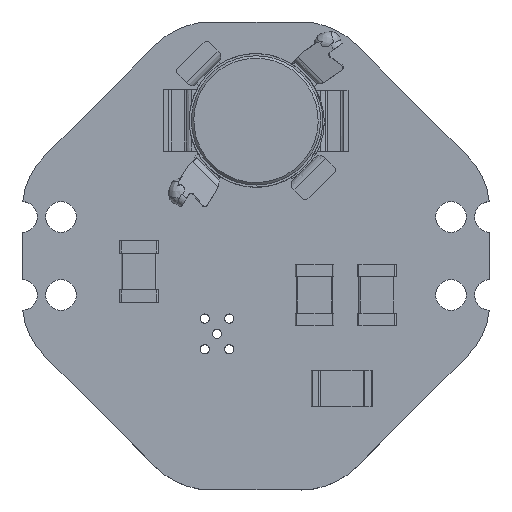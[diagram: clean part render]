
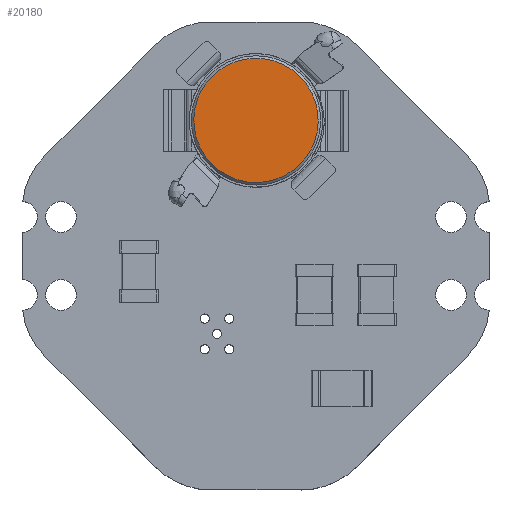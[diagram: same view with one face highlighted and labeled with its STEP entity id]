
A CAD part, top view. The second image highlights one B-rep face of the part: STEP entity #20180.
In plain terms, the highlighted free-form (B-spline) face has degree [1, 1] with [2, 2] control points.
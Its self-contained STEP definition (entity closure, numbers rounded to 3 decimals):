
#20010 = ( BOUNDED_SURFACE() B_SPLINE_SURFACE(2,1,(
    (#20011,#20012)
    ,(#20013,#20014)
    ,(#20015,#20016)
    ,(#20017,#20018)
    ,(#20019,#20020
)),.UNSPECIFIED.,.F.,.F.,.F.) B_SPLINE_SURFACE_WITH_KNOTS((3,2,3),(2,2),
  (0.,1.571,3.142),(-0.057,
    0.057),.PIECEWISE_BEZIER_KNOTS.) 
GEOMETRIC_REPRESENTATION_ITEM() RATIONAL_B_SPLINE_SURFACE((
    (1.,1.)
    ,(0.707,0.707)
    ,(1.,1.)
    ,(0.707,0.707)
,(1.,1.))) REPRESENTATION_ITEM('') SURFACE() );
#20011 = CARTESIAN_POINT('',(-2.025,2.187,0.));
#20012 = CARTESIAN_POINT('',(-2.105,2.107,0.));
#20013 = CARTESIAN_POINT('',(-2.025,2.187,-2.025));
#20014 = CARTESIAN_POINT('',(-2.105,2.107,-2.105));
#20015 = CARTESIAN_POINT('',(0.,2.187,-2.025)
  );
#20016 = CARTESIAN_POINT('',(0.,2.107,-2.105)
  );
#20017 = CARTESIAN_POINT('',(2.025,2.187,-2.025));
#20018 = CARTESIAN_POINT('',(2.105,2.107,-2.105));
#20019 = CARTESIAN_POINT('',(2.025,2.187,0.));
#20020 = CARTESIAN_POINT('',(2.105,2.107,0.));
#20048 = ( BOUNDED_SURFACE() B_SPLINE_SURFACE(2,1,(
    (#20049,#20050)
    ,(#20051,#20052)
    ,(#20053,#20054)
    ,(#20055,#20056)
    ,(#20057,#20058
)),.UNSPECIFIED.,.F.,.F.,.F.) B_SPLINE_SURFACE_WITH_KNOTS((3,2,3),(2,2),
  (3.142,4.712,6.283),(-0.057,
    0.057),.PIECEWISE_BEZIER_KNOTS.) 
GEOMETRIC_REPRESENTATION_ITEM() RATIONAL_B_SPLINE_SURFACE((
    (1.,1.)
    ,(0.707,0.707)
    ,(1.,1.)
    ,(0.707,0.707)
,(1.,1.))) REPRESENTATION_ITEM('') SURFACE() );
#20049 = CARTESIAN_POINT('',(2.025,2.187,0.));
#20050 = CARTESIAN_POINT('',(2.105,2.107,0.));
#20051 = CARTESIAN_POINT('',(2.025,2.187,2.025));
#20052 = CARTESIAN_POINT('',(2.105,2.107,2.105));
#20053 = CARTESIAN_POINT('',(0.,2.187,2.025));
#20054 = CARTESIAN_POINT('',(0.,2.107,2.105));
#20055 = CARTESIAN_POINT('',(-2.025,2.187,2.025));
#20056 = CARTESIAN_POINT('',(-2.105,2.107,2.105));
#20057 = CARTESIAN_POINT('',(-2.025,2.187,0.));
#20058 = CARTESIAN_POINT('',(-2.105,2.107,0.));
#20073 = VERTEX_POINT('',#20074);
#20074 = CARTESIAN_POINT('',(-2.025,2.187,0.));
#20094 = EDGE_CURVE('',#20073,#20095,#20097,.T.);
#20095 = VERTEX_POINT('',#20096);
#20096 = CARTESIAN_POINT('',(2.025,2.187,0.));
#20097 = SURFACE_CURVE('',#20098,(#20104,#20113),.PCURVE_S1.);
#20098 = ( BOUNDED_CURVE() B_SPLINE_CURVE(2,(#20099,#20100,#20101,#20102
,#20103),.UNSPECIFIED.,.F.,.F.) B_SPLINE_CURVE_WITH_KNOTS((3,2,3),(0.,
1.571,3.142),.PIECEWISE_BEZIER_KNOTS.) CURVE() 
GEOMETRIC_REPRESENTATION_ITEM() RATIONAL_B_SPLINE_CURVE((1.,
0.707,1.,0.707,1.)) REPRESENTATION_ITEM('') );
#20099 = CARTESIAN_POINT('',(-2.025,2.187,0.));
#20100 = CARTESIAN_POINT('',(-2.025,2.187,-2.025));
#20101 = CARTESIAN_POINT('',(0.,2.187,-2.025)
  );
#20102 = CARTESIAN_POINT('',(2.025,2.187,-2.025));
#20103 = CARTESIAN_POINT('',(2.025,2.187,0.));
#20104 = PCURVE('',#20010,#20105);
#20105 = DEFINITIONAL_REPRESENTATION('',(#20106),#20112);
#20106 = B_SPLINE_CURVE_WITH_KNOTS('',2,(#20107,#20108,#20109,#20110,
    #20111),.UNSPECIFIED.,.F.,.F.,(3,2,3),(0.,1.571,
    3.142),.PIECEWISE_BEZIER_KNOTS.);
#20107 = CARTESIAN_POINT('',(0.,-0.057));
#20108 = CARTESIAN_POINT('',(0.785,-0.057));
#20109 = CARTESIAN_POINT('',(1.571,-0.057));
#20110 = CARTESIAN_POINT('',(2.356,-0.057));
#20111 = CARTESIAN_POINT('',(3.142,-0.057));
#20112 = ( GEOMETRIC_REPRESENTATION_CONTEXT(2) 
PARAMETRIC_REPRESENTATION_CONTEXT() REPRESENTATION_CONTEXT('2D SPACE',''
  ) );
#20113 = PCURVE('',#20114,#20119);
#20114 = B_SPLINE_SURFACE_WITH_KNOTS('',1,1,(
    (#20115,#20116)
    ,(#20117,#20118
    )),.UNSPECIFIED.,.F.,.F.,.F.,(2,2),(2,2),(-2.025,2.025),(-2.025,
    2.025),.PIECEWISE_BEZIER_KNOTS.);
#20115 = CARTESIAN_POINT('',(2.025,2.187,2.025));
#20116 = CARTESIAN_POINT('',(2.025,2.187,-2.025));
#20117 = CARTESIAN_POINT('',(-2.025,2.187,2.025));
#20118 = CARTESIAN_POINT('',(-2.025,2.187,-2.025));
#20119 = DEFINITIONAL_REPRESENTATION('',(#20120),#20126);
#20120 = ( BOUNDED_CURVE() B_SPLINE_CURVE(2,(#20121,#20122,#20123,#20124
,#20125),.UNSPECIFIED.,.F.,.F.) B_SPLINE_CURVE_WITH_KNOTS((3,2,3),(0.,
1.571,3.142),.PIECEWISE_BEZIER_KNOTS.) CURVE() 
GEOMETRIC_REPRESENTATION_ITEM() RATIONAL_B_SPLINE_CURVE((1.,
0.707,1.,0.707,1.)) REPRESENTATION_ITEM('') );
#20121 = CARTESIAN_POINT('',(2.025,0.));
#20122 = CARTESIAN_POINT('',(2.025,2.025));
#20123 = CARTESIAN_POINT('',(0.,2.025));
#20124 = CARTESIAN_POINT('',(-2.025,2.025));
#20125 = CARTESIAN_POINT('',(-2.025,0.));
#20126 = ( GEOMETRIC_REPRESENTATION_CONTEXT(2) 
PARAMETRIC_REPRESENTATION_CONTEXT() REPRESENTATION_CONTEXT('2D SPACE',''
  ) );
#20151 = EDGE_CURVE('',#20095,#20073,#20152,.T.);
#20152 = SURFACE_CURVE('',#20153,(#20159,#20168),.PCURVE_S1.);
#20153 = ( BOUNDED_CURVE() B_SPLINE_CURVE(2,(#20154,#20155,#20156,#20157
,#20158),.UNSPECIFIED.,.F.,.F.) B_SPLINE_CURVE_WITH_KNOTS((3,2,3),(0.,
1.571,3.142),.PIECEWISE_BEZIER_KNOTS.) CURVE() 
GEOMETRIC_REPRESENTATION_ITEM() RATIONAL_B_SPLINE_CURVE((1.,
0.707,1.,0.707,1.)) REPRESENTATION_ITEM('') );
#20154 = CARTESIAN_POINT('',(2.025,2.187,0.));
#20155 = CARTESIAN_POINT('',(2.025,2.187,2.025));
#20156 = CARTESIAN_POINT('',(0.,2.187,2.025));
#20157 = CARTESIAN_POINT('',(-2.025,2.187,2.025));
#20158 = CARTESIAN_POINT('',(-2.025,2.187,0.));
#20159 = PCURVE('',#20048,#20160);
#20160 = DEFINITIONAL_REPRESENTATION('',(#20161),#20167);
#20161 = B_SPLINE_CURVE_WITH_KNOTS('',2,(#20162,#20163,#20164,#20165,
    #20166),.UNSPECIFIED.,.F.,.F.,(3,2,3),(0.,1.571,
    3.142),.PIECEWISE_BEZIER_KNOTS.);
#20162 = CARTESIAN_POINT('',(3.142,-0.057));
#20163 = CARTESIAN_POINT('',(3.927,-0.057));
#20164 = CARTESIAN_POINT('',(4.712,-0.057));
#20165 = CARTESIAN_POINT('',(5.498,-0.057));
#20166 = CARTESIAN_POINT('',(6.283,-0.057));
#20167 = ( GEOMETRIC_REPRESENTATION_CONTEXT(2) 
PARAMETRIC_REPRESENTATION_CONTEXT() REPRESENTATION_CONTEXT('2D SPACE',''
  ) );
#20168 = PCURVE('',#20114,#20169);
#20169 = DEFINITIONAL_REPRESENTATION('',(#20170),#20176);
#20170 = ( BOUNDED_CURVE() B_SPLINE_CURVE(2,(#20171,#20172,#20173,#20174
,#20175),.UNSPECIFIED.,.F.,.F.) B_SPLINE_CURVE_WITH_KNOTS((3,2,3),(0.,
1.571,3.142),.PIECEWISE_BEZIER_KNOTS.) CURVE() 
GEOMETRIC_REPRESENTATION_ITEM() RATIONAL_B_SPLINE_CURVE((1.,
0.707,1.,0.707,1.)) REPRESENTATION_ITEM('') );
#20171 = CARTESIAN_POINT('',(-2.025,0.));
#20172 = CARTESIAN_POINT('',(-2.025,-2.025));
#20173 = CARTESIAN_POINT('',(0.,-2.025));
#20174 = CARTESIAN_POINT('',(2.025,-2.025));
#20175 = CARTESIAN_POINT('',(2.025,0.));
#20176 = ( GEOMETRIC_REPRESENTATION_CONTEXT(2) 
PARAMETRIC_REPRESENTATION_CONTEXT() REPRESENTATION_CONTEXT('2D SPACE',''
  ) );
#20180 = ADVANCED_FACE('',(#20181),#20114,.F.);
#20181 = FACE_BOUND('',#20182,.F.);
#20182 = EDGE_LOOP('',(#20183,#20184));
#20183 = ORIENTED_EDGE('',*,*,#20094,.T.);
#20184 = ORIENTED_EDGE('',*,*,#20151,.T.);
